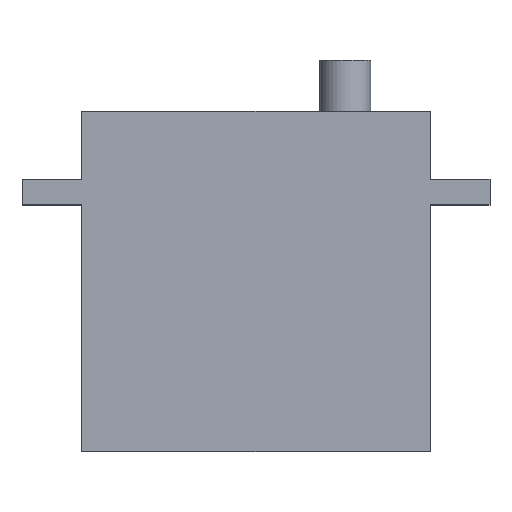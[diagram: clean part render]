
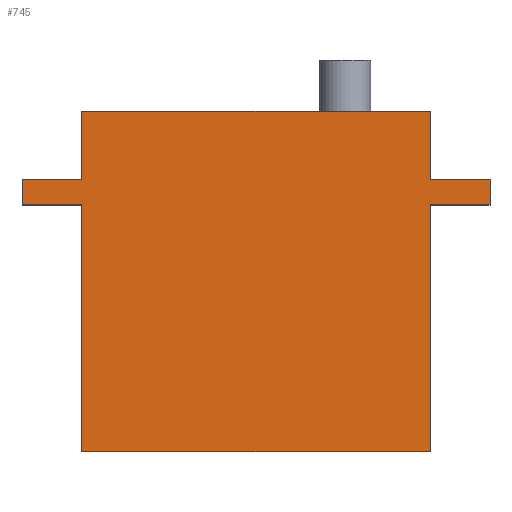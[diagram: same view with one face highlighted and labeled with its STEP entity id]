
A CAD part, top view. The second image highlights one B-rep face of the part: STEP entity #745.
In plain terms, the highlighted planar face has unit normal (0, 0, 1).
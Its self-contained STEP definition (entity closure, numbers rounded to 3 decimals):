
#5=DIRECTION('',(1.,0.,0.));
#6=VECTOR('',#5,41.);
#7=CARTESIAN_POINT('',(-20.5,0.,10.5));
#8=LINE('',#7,#6);
#46=DIRECTION('',(-1.,0.,0.));
#47=VECTOR('',#46,7.);
#48=CARTESIAN_POINT('',(-20.5,29.,10.5));
#49=LINE('',#48,#47);
#121=DIRECTION('',(0.,-1.,0.));
#122=VECTOR('',#121,3.);
#123=CARTESIAN_POINT('',(-27.5,32.,10.5));
#124=LINE('',#123,#122);
#157=DIRECTION('',(0.,1.,0.));
#158=VECTOR('',#157,29.);
#159=CARTESIAN_POINT('',(-20.5,0.,10.5));
#160=LINE('',#159,#158);
#161=DIRECTION('',(-1.,0.,0.));
#162=VECTOR('',#161,7.);
#163=CARTESIAN_POINT('',(-20.5,32.,10.5));
#164=LINE('',#163,#162);
#165=DIRECTION('',(0.,1.,0.));
#166=VECTOR('',#165,8.);
#167=CARTESIAN_POINT('',(-20.5,32.,10.5));
#168=LINE('',#167,#166);
#169=DIRECTION('',(1.,0.,0.));
#170=VECTOR('',#169,7.);
#171=CARTESIAN_POINT('',(20.5,32.,10.5));
#172=LINE('',#171,#170);
#185=DIRECTION('',(1.,0.,0.));
#186=VECTOR('',#185,41.);
#187=CARTESIAN_POINT('',(-20.5,40.,10.5));
#188=LINE('',#187,#186);
#219=DIRECTION('',(0.,1.,0.));
#220=VECTOR('',#219,29.);
#221=CARTESIAN_POINT('',(20.5,0.,10.5));
#222=LINE('',#221,#220);
#227=DIRECTION('',(0.,1.,0.));
#228=VECTOR('',#227,8.);
#229=CARTESIAN_POINT('',(20.5,32.,10.5));
#230=LINE('',#229,#228);
#248=DIRECTION('',(1.,0.,0.));
#249=VECTOR('',#248,7.);
#250=CARTESIAN_POINT('',(20.5,29.,10.5));
#251=LINE('',#250,#249);
#285=DIRECTION('',(0.,-1.,0.));
#286=VECTOR('',#285,3.);
#287=CARTESIAN_POINT('',(27.5,32.,10.5));
#288=LINE('',#287,#286);
#374=CARTESIAN_POINT('',(-20.5,0.,10.5));
#376=VERTEX_POINT('',#374);
#377=CARTESIAN_POINT('',(20.5,0.,10.5));
#378=VERTEX_POINT('',#377);
#382=CARTESIAN_POINT('',(-20.5,40.,10.5));
#384=VERTEX_POINT('',#382);
#385=CARTESIAN_POINT('',(20.5,40.,10.5));
#386=VERTEX_POINT('',#385);
#389=CARTESIAN_POINT('',(27.5,32.,10.5));
#390=CARTESIAN_POINT('',(27.5,29.,10.5));
#391=VERTEX_POINT('',#389);
#392=VERTEX_POINT('',#390);
#397=CARTESIAN_POINT('',(20.5,29.,10.5));
#399=VERTEX_POINT('',#397);
#401=CARTESIAN_POINT('',(20.5,32.,10.5));
#403=VERTEX_POINT('',#401);
#445=CARTESIAN_POINT('',(-27.5,32.,10.5));
#446=CARTESIAN_POINT('',(-27.5,29.,10.5));
#447=VERTEX_POINT('',#445);
#448=VERTEX_POINT('',#446);
#453=CARTESIAN_POINT('',(-20.5,32.,10.5));
#454=VERTEX_POINT('',#453);
#455=CARTESIAN_POINT('',(-20.5,29.,10.5));
#456=VERTEX_POINT('',#455);
#720=CARTESIAN_POINT('',(-20.5,0.,10.5));
#721=DIRECTION('',(0.,0.,1.));
#722=DIRECTION('',(1.,0.,0.));
#723=AXIS2_PLACEMENT_3D('',#720,#721,#722);
#724=PLANE('',#723);
#725=ORIENTED_EDGE('',*,*,#516,.T.);
#726=ORIENTED_EDGE('',*,*,#553,.T.);
#727=ORIENTED_EDGE('',*,*,#650,.F.);
#728=ORIENTED_EDGE('',*,*,#619,.F.);
#729=ORIENTED_EDGE('',*,*,#535,.T.);
#731=ORIENTED_EDGE('',*,*,#730,.T.);
#733=ORIENTED_EDGE('',*,*,#732,.F.);
#735=ORIENTED_EDGE('',*,*,#734,.T.);
#737=ORIENTED_EDGE('',*,*,#736,.T.);
#739=ORIENTED_EDGE('',*,*,#738,.F.);
#741=ORIENTED_EDGE('',*,*,#740,.F.);
#742=ORIENTED_EDGE('',*,*,#500,.F.);
#743=EDGE_LOOP('',(#725,#726,#727,#728,#729,#731,#733,#735,#737,#739,#741,
#742));
#744=FACE_OUTER_BOUND('',#743,.F.);
#745=ADVANCED_FACE('',(#744),#724,.T.);
#500=EDGE_CURVE('',#376,#378,#8,.T.);
#516=EDGE_CURVE('',#376,#456,#160,.T.);
#535=EDGE_CURVE('',#454,#384,#168,.T.);
#553=EDGE_CURVE('',#456,#448,#49,.T.);
#619=EDGE_CURVE('',#454,#447,#164,.T.);
#650=EDGE_CURVE('',#447,#448,#124,.T.);
#730=EDGE_CURVE('',#384,#386,#188,.T.);
#732=EDGE_CURVE('',#403,#386,#230,.T.);
#734=EDGE_CURVE('',#403,#391,#172,.T.);
#736=EDGE_CURVE('',#391,#392,#288,.T.);
#738=EDGE_CURVE('',#399,#392,#251,.T.);
#740=EDGE_CURVE('',#378,#399,#222,.T.);
